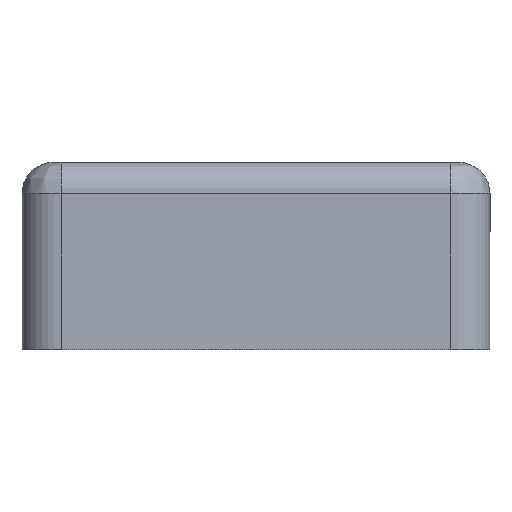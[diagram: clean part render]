
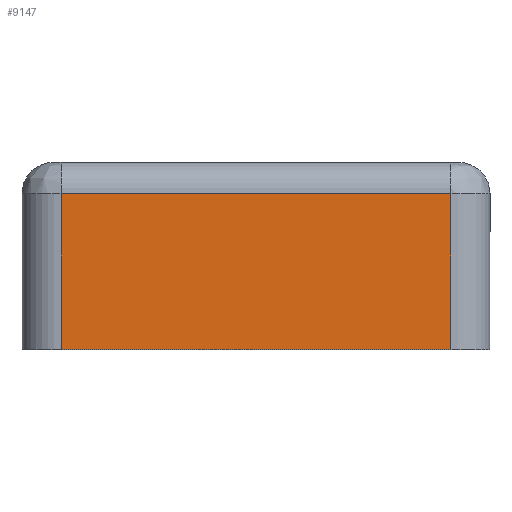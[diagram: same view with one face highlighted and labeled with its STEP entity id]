
A CAD part, front view. The second image highlights one B-rep face of the part: STEP entity #9147.
In plain terms, the highlighted planar face has unit normal (0, -1, 0).
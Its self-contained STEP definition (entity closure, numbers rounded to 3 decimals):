
#66 = VERTEX_POINT ( 'NONE', #6960 ) ;
#271 = CARTESIAN_POINT ( 'NONE',  ( 12.5, -30., 0. ) ) ;
#824 = ORIENTED_EDGE ( 'NONE', *, *, #8559, .F. ) ;
#1086 = EDGE_CURVE ( 'NONE', #8052, #8039, #10055, .T. ) ;
#1275 = ORIENTED_EDGE ( 'NONE', *, *, #3914, .F. ) ;
#1497 = DIRECTION ( 'NONE',  ( 0., 0., 1. ) ) ;
#1638 = LINE ( 'NONE', #3090, #9855 ) ;
#2344 = FACE_OUTER_BOUND ( 'NONE', #5031, .T. ) ;
#3090 = CARTESIAN_POINT ( 'NONE',  ( -12.5, -30., 12. ) ) ;
#3286 = EDGE_CURVE ( 'NONE', #66, #6720, #1638, .T. ) ;
#3689 = CARTESIAN_POINT ( 'NONE',  ( 15., -30., 0. ) ) ;
#3761 = ORIENTED_EDGE ( 'NONE', *, *, #3286, .F. ) ;
#3914 = EDGE_CURVE ( 'NONE', #6720, #8052, #10317, .T. ) ;
#4468 = DIRECTION ( 'NONE',  ( -1., 0., 0. ) ) ;
#4528 = DIRECTION ( 'NONE',  ( 0., 1., 0. ) ) ;
#4531 = DIRECTION ( 'NONE',  ( 1., 0., 0. ) ) ;
#5031 = EDGE_LOOP ( 'NONE', ( #1275, #3761, #824, #7081 ) ) ;
#5101 = CARTESIAN_POINT ( 'NONE',  ( 12.5, -30., 10. ) ) ;
#5293 = LINE ( 'NONE', #3689, #9243 ) ;
#6083 = PLANE ( 'NONE',  #9908 ) ;
#6720 = VERTEX_POINT ( 'NONE', #7057 ) ;
#6960 = CARTESIAN_POINT ( 'NONE',  ( -12.5, -30., 0. ) ) ;
#7057 = CARTESIAN_POINT ( 'NONE',  ( -12.5, -30., 10. ) ) ;
#7081 = ORIENTED_EDGE ( 'NONE', *, *, #1086, .F. ) ;
#7802 = DIRECTION ( 'NONE',  ( 0., 0., -1. ) ) ;
#7931 = VECTOR ( 'NONE', #7802, 1000. ) ;
#8039 = VERTEX_POINT ( 'NONE', #271 ) ;
#8052 = VERTEX_POINT ( 'NONE', #5101 ) ;
#8206 = VECTOR ( 'NONE', #4531, 1000. ) ;
#8559 = EDGE_CURVE ( 'NONE', #8039, #66, #5293, .T. ) ;
#8567 = CARTESIAN_POINT ( 'NONE',  ( 12.5, -30., 12. ) ) ;
#9147 = ADVANCED_FACE ( 'NONE', ( #2344 ), #6083, .F. ) ;
#9243 = VECTOR ( 'NONE', #4468, 1000. ) ;
#9257 = CARTESIAN_POINT ( 'NONE',  ( -15., -30., 12. ) ) ;
#9261 = CARTESIAN_POINT ( 'NONE',  ( -15., -30., 10. ) ) ;
#9855 = VECTOR ( 'NONE', #1497, 1000. ) ;
#9908 = AXIS2_PLACEMENT_3D ( 'NONE', #9257, #4528, #10069 ) ;
#10055 = LINE ( 'NONE', #8567, #7931 ) ;
#10069 = DIRECTION ( 'NONE',  ( 0., 0., 1. ) ) ;
#10317 = LINE ( 'NONE', #9261, #8206 ) ;
